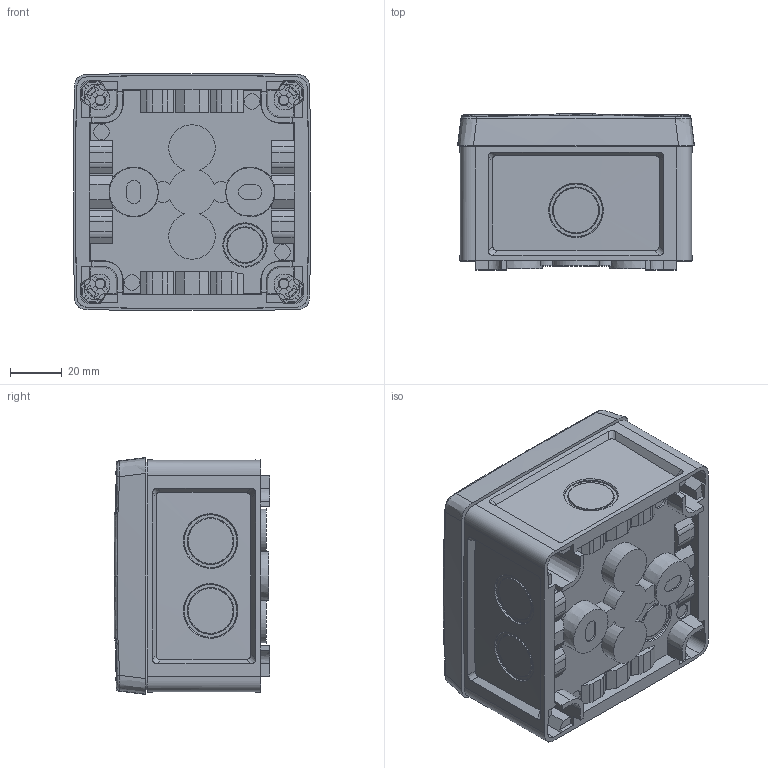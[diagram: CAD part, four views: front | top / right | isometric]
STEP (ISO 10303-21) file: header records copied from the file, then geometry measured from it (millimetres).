
FILE_DESCRIPTION(/* description */ ('STEP AP214'),/* implementation_level */ '2;1');
FILE_NAME(/* name */ '40240001',/* time_stamp */ '2024-12-06T18:48:45+01:00',/* author */ ('License CC BY-ND 4.0'),/* organization */ ('CADENAS'),/* preprocessor_version */ 'ST-DEVELOPER v19.3',/* originating_system */ 'PARTsolutions',/* authorisation */ ' ');
FILE_SCHEMA (('AUTOMOTIVE_DESIGN {1 0 10303 214 3 1 1}'));
Length unit declared in the file: millimetre
Products named in the file (8): 40240001; 40240001_PART1; 40240001_PART2; 40240001_PART3; 40240001_PART4; 40240001_PART5; 40240001_PART6; 40240001_PART7
Assembly tree (10 placements, depth 2):
  40240001
    40240001_PART1  x4
    40240001_PART2
    40240001_PART3
    40240001_PART4
    40240001_PART5
    40240001_PART6
    40240001_PART7
Bounding box: 91.61 x 60.3 x 91.61 mm (x, y, z)
Volume: 122033.7 mm3; surface area: 101586.7 mm2
Topology: 10 solids, 10 shells, 1390 faces, 3885 edges, 2562 vertices
Faces by surface type: plane 848, cylinder 221, cone 184, bspline 86, torus 33, sphere 18
Full cylindrical faces by diameter (mm): 1 x4, 1.5 x2, 3.2 x4, 3.56 x2, 4 x8, 4.2 x2, 6 x8, 14 x2, 14.5 x3
Entity records: 48919 total; most frequent: CARTESIAN_POINT 17954, ORIENTED_EDGE 6620, DIRECTION 6114, EDGE_CURVE 3310, VERTEX_POINT 2216, AXIS2_PLACEMENT_3D 2090, LINE 1934, VECTOR 1934
